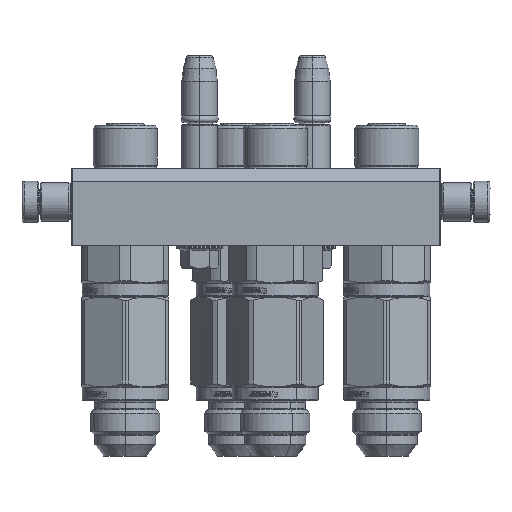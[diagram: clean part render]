
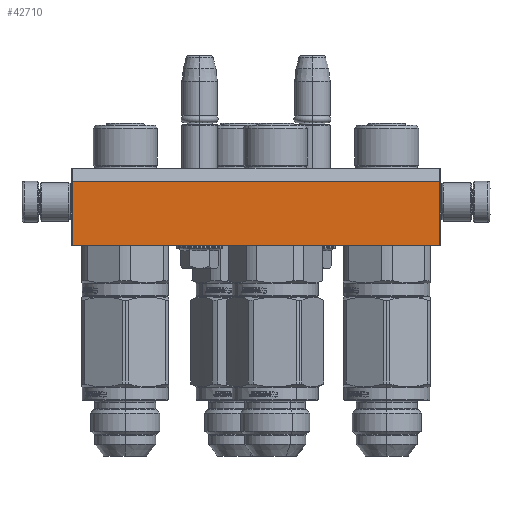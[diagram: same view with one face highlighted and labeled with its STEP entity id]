
A CAD part, left-side view. The second image highlights one B-rep face of the part: STEP entity #42710.
In plain terms, the highlighted face is planar.
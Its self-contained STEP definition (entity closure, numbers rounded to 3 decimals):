
#316 = VERTEX_POINT ( 'NONE', #13605 ) ;
#4492 = LINE ( 'NONE', #34951, #20656 ) ;
#4661 = CARTESIAN_POINT ( 'NONE',  ( 143.5, 30., -90. ) ) ;
#5943 = ORIENTED_EDGE ( 'NONE', *, *, #45856, .F. ) ;
#9125 = DIRECTION ( 'NONE',  ( 0., 1., 0. ) ) ;
#10415 = DIRECTION ( 'NONE',  ( 0., 1., 0. ) ) ;
#13605 = CARTESIAN_POINT ( 'NONE',  ( 0.5, 5., -90. ) ) ;
#14800 = CARTESIAN_POINT ( 'NONE',  ( 143.5, 5., -90. ) ) ;
#16290 = VECTOR ( 'NONE', #9125, 1000. ) ;
#17940 = CARTESIAN_POINT ( 'NONE',  ( 0.5, 5., -90. ) ) ;
#19004 = ORIENTED_EDGE ( 'NONE', *, *, #38317, .T. ) ;
#19316 = DIRECTION ( 'NONE',  ( -1., 0., 0. ) ) ;
#19917 = CARTESIAN_POINT ( 'NONE',  ( 144., 0., -90. ) ) ;
#20272 = CARTESIAN_POINT ( 'NONE',  ( 143.5, 5., -90. ) ) ;
#20656 = VECTOR ( 'NONE', #48565, 1000. ) ;
#21245 = VECTOR ( 'NONE', #19316, 1000. ) ;
#21617 = VERTEX_POINT ( 'NONE', #44670 ) ;
#21792 = EDGE_LOOP ( 'NONE', ( #48432, #5943, #19004, #51827 ) ) ;
#23043 = LINE ( 'NONE', #37201, #24436 ) ;
#24435 = DIRECTION ( 'NONE',  ( -1., 0., 0. ) ) ;
#24436 = VECTOR ( 'NONE', #10415, 1000. ) ;
#31755 = LINE ( 'NONE', #14800, #21245 ) ;
#34951 = CARTESIAN_POINT ( 'NONE',  ( 143.5, 30., -90. ) ) ;
#36296 = AXIS2_PLACEMENT_3D ( 'NONE', #19917, #51108, #24435 ) ;
#37201 = CARTESIAN_POINT ( 'NONE',  ( 143.5, 5., -90. ) ) ;
#38232 = EDGE_CURVE ( 'NONE', #316, #21617, #45620, .T. ) ;
#38317 = EDGE_CURVE ( 'NONE', #47022, #316, #31755, .T. ) ;
#41306 = VERTEX_POINT ( 'NONE', #4661 ) ;
#42710 = ADVANCED_FACE ( 'NONE', ( #44243 ), #46653, .T. ) ;
#44243 = FACE_OUTER_BOUND ( 'NONE', #21792, .T. ) ;
#44670 = CARTESIAN_POINT ( 'NONE',  ( 0.5, 30., -90. ) ) ;
#45620 = LINE ( 'NONE', #17940, #16290 ) ;
#45856 = EDGE_CURVE ( 'NONE', #47022, #41306, #23043, .T. ) ;
#46653 = PLANE ( 'NONE',  #36296 ) ;
#47022 = VERTEX_POINT ( 'NONE', #20272 ) ;
#48432 = ORIENTED_EDGE ( 'NONE', *, *, #54999, .F. ) ;
#48565 = DIRECTION ( 'NONE',  ( -1., 0., 0. ) ) ;
#51108 = DIRECTION ( 'NONE',  ( 0., 0., -1. ) ) ;
#51827 = ORIENTED_EDGE ( 'NONE', *, *, #38232, .T. ) ;
#54999 = EDGE_CURVE ( 'NONE', #41306, #21617, #4492, .T. ) ;
